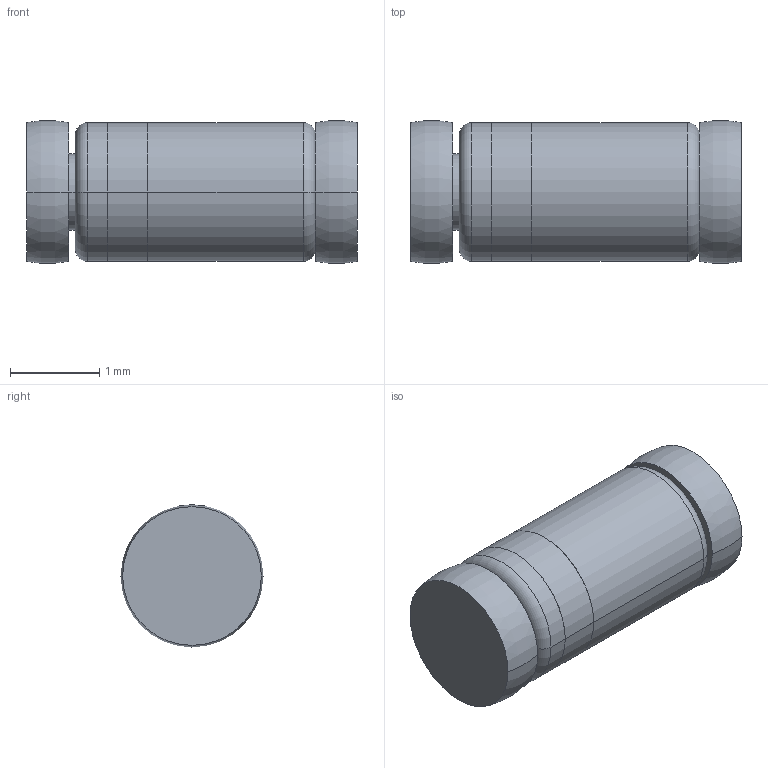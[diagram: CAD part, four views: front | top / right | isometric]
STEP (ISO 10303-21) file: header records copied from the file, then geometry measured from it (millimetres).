
FILE_DESCRIPTION (( 'STEP AP214' ), '1' );
FILE_NAME ('BAQ34-GS08.STEP', '2022-08-09T12:34:22', ( '' ), ( '' ), 'SwSTEP 2.0', 'SolidWorks 2018', '' );
FILE_SCHEMA (( 'AUTOMOTIVE_DESIGN' ));
Length unit declared in the file: millimetre
Products named in the file (2): BAQ34-GS08
Bounding box: 3.7 x 1.59 x 1.59 mm (x, y, z)
Volume: 6.9 mm3; surface area: 29.5 mm2
Topology: 2 solids, 2 shells, 29 faces, 56 edges, 36 vertices
Faces by surface type: cylinder 12, plane 9, torus 8
Entity records: 1143 total; most frequent: DIRECTION 162, CARTESIAN_POINT 123, ORIENTED_EDGE 112, AXIS2_PLACEMENT_3D 75, EDGE_CURVE 56, CIRCLE 44, VERTEX_POINT 36, EDGE_LOOP 36
